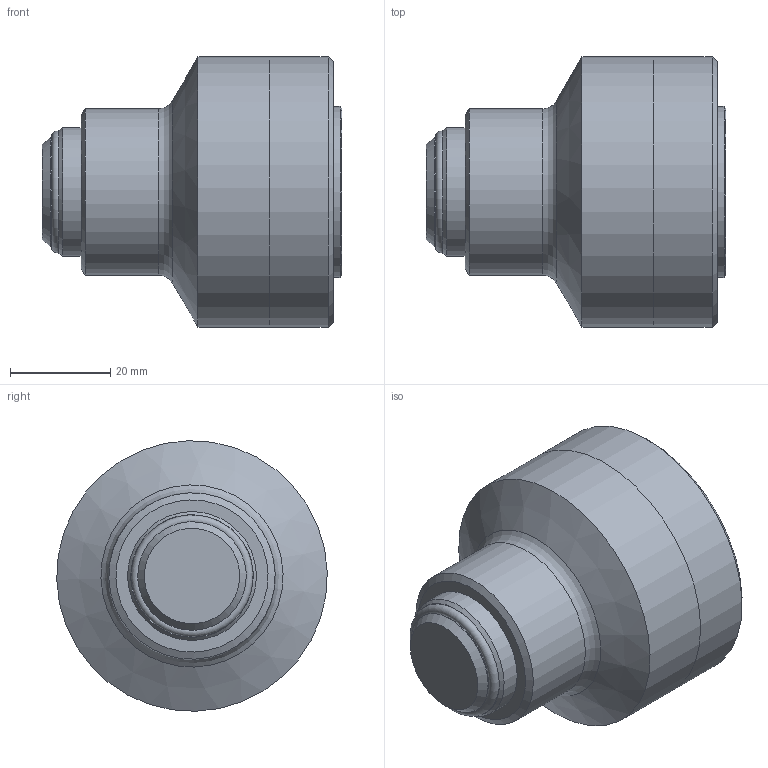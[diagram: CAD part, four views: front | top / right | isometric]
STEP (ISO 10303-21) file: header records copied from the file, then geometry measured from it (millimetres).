
FILE_DESCRIPTION(/* description */ (''),/* implementation_level */ '2;1');
FILE_NAME(/* name */ 'MITH-160P.stp',/* time_stamp */ '2016-05-02T13:44:39-05:00',/* author */ ('scottg'),/* organization */ ('FasTest,Inc.'),/* preprocessor_version */ 'ST-DEVELOPER v16.1',/* originating_system */ 'Autodesk Inventor 2016',/* authorisation */ '');
FILE_SCHEMA (('AUTOMOTIVE_DESIGN { 1 0 10303 214 3 1 1 }'));
Length unit declared in the file: inch
Products named in the file (1): MITH-160P
Bounding box: 59.82 x 53.95 x 53.95 mm (x, y, z)
Volume: 90811 mm3; surface area: 12102.9 mm2
Topology: 1 solids, 2 shells, 23 faces, 46 edges, 27 vertices
Faces by surface type: cone 11, cylinder 5, plane 4, torus 3
Full cylindrical faces by diameter (mm): 25.679 x1, 33.172 x1, 34.138 x1, 53.975 x2
Entity records: 516 total; most frequent: DIRECTION 90, CARTESIAN_POINT 66, AXIS2_PLACEMENT_3D 45, EDGE_LOOP 44, ORIENTED_EDGE 44, STYLED_ITEM 24, FACE_OUTER_BOUND 23, ADVANCED_FACE 23
